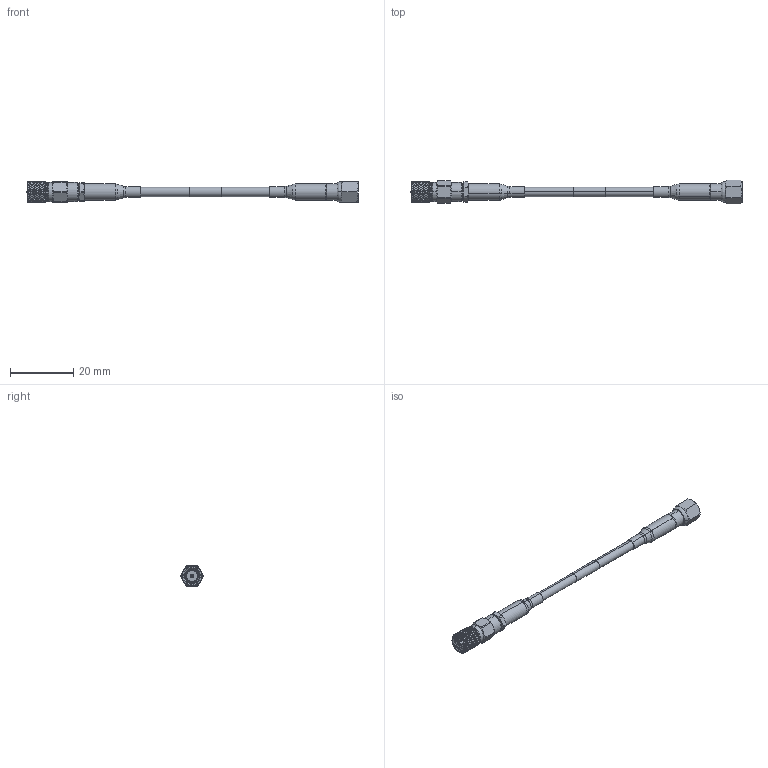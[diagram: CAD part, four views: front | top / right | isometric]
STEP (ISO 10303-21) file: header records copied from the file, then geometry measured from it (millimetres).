
FILE_DESCRIPTION (( 'STEP AP214' ), '1' );
FILE_NAME ('FMC1018315_3D.STEP', '2021-11-08T22:17:31', ( '' ), ( '' ), 'SwSTEP 2.0', 'SolidWorks 2021', '' );
FILE_SCHEMA (( 'AUTOMOTIVE_DESIGN' ));
Length unit declared in the file: inch
Products named in the file (5): SC8801; CA-316-MA1_2_.75" LENGTH; RG316-DS_WITH LABEL; FMC1018315_3D; SC5560
Assembly tree (5 placements, depth 2):
  FMC1018315_3D
    RG316-DS_WITH LABEL
    CA-316-MA1_2_.75" LENGTH  x2
    SC5560
    SC8801
Bounding box: 104.72 x 7.33 x 6.5 mm (x, y, z)
Volume: 1494.1 mm3; surface area: 3943.8 mm2
Topology: 8 solids, 8 shells, 2105 faces, 4436 edges, 2361 vertices
Faces by surface type: bspline 1457, cylinder 476, cone 100, plane 56, sphere 8, torus 8
Entity records: 89197 total; most frequent: CARTESIAN_POINT 60857, ORIENTED_EDGE 8752, EDGE_CURVE 4376, VERTEX_POINT 2329, DIRECTION 2191, EDGE_LOOP 2111, ADVANCED_FACE 2083, FACE_OUTER_BOUND 2083
